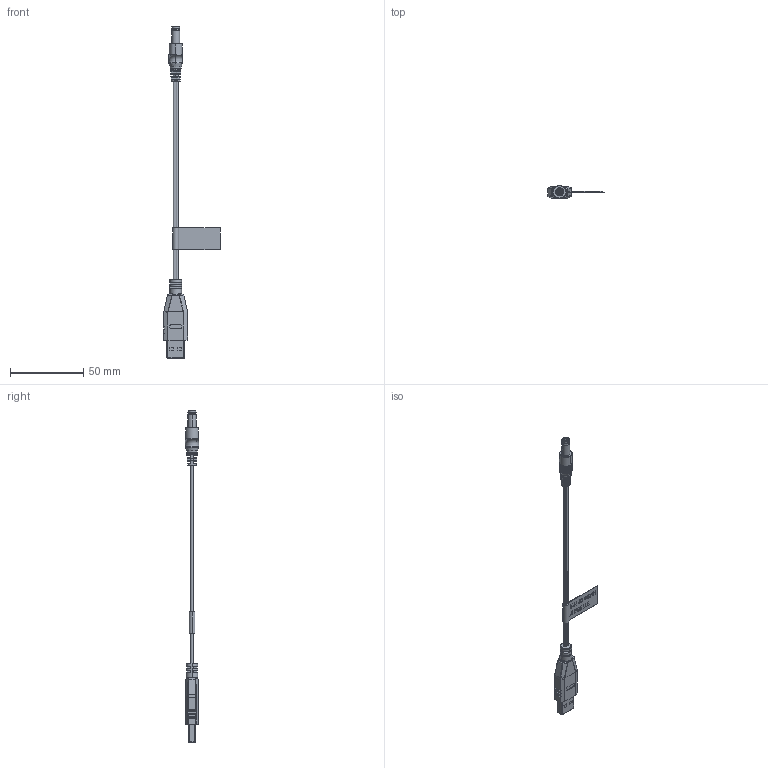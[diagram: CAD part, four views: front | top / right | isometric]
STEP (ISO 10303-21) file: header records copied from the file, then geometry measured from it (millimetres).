
FILE_DESCRIPTION (( 'STEP AP214' ), '1' );
FILE_NAME ('10-00244_revA3.STEP', '2016-03-31T21:42:14', ( 'Joel' ), ( 'Microsoft' ), 'SwSTEP 2.0', 'SolidWorks 2015', '' );
FILE_SCHEMA (( 'AUTOMOTIVE_DESIGN' ));
Length unit declared in the file: millimetre
Products named in the file (12): 24-00023; 30-00008_wbc; 10-00244_revA3; Label 244; 50-00026; 50-00026 insulator; 50-00026 contact; 50-00026 shell; 50-00425; 50-00425 shell; 50-00425 insulator; 24-00043
Assembly tree (11 placements, depth 3):
  10-00244_revA3
    30-00008_wbc
    24-00023
    24-00043
    50-00425
      50-00425 insulator
      50-00425 shell
    50-00026
      50-00026 shell
      50-00026 contact
      50-00026 insulator
    Label 244
Bounding box: 38.65 x 9.3 x 227.05 mm (x, y, z)
Volume: 7535.8 mm3; surface area: 13479.5 mm2
Topology: 59 solids, 59 shells, 1131 faces, 2739 edges, 1763 vertices
Faces by surface type: plane 551, cylinder 258, bspline 225, torus 61, cone 32, sphere 4
Entity records: 47347 total; most frequent: CARTESIAN_POINT 14411, ORIENTED_EDGE 5462, DIRECTION 4638, EDGE_CURVE 2731, VERTEX_POINT 1763, AXIS2_PLACEMENT_3D 1604, VECTOR 1430, LINE 1430
